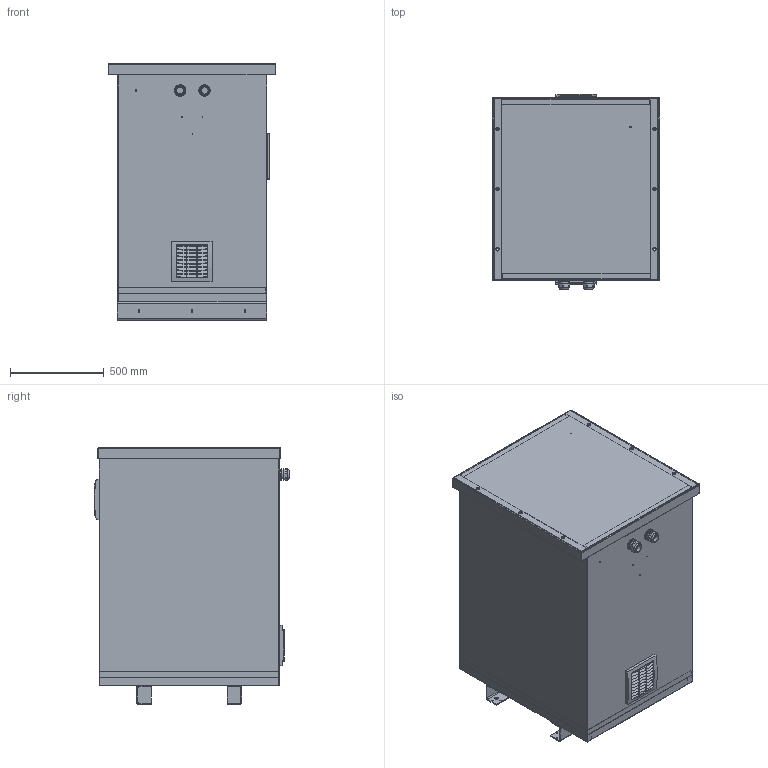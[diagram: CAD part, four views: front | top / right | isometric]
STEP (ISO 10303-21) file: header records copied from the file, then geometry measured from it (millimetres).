
FILE_DESCRIPTION(/* description */ (''),/* implementation_level */ '2;1');
FILE_NAME(/* name */ 'CAJ110C54.stp',/* time_stamp */ '2024-01-12T10:03:56+01:00',/* author */ ('ops'),/* organization */ (''),/* preprocessor_version */ 'ST-DEVELOPER v16.13',/* originating_system */ 'Autodesk Inventor 2018',/* authorisation */ '');
FILE_SCHEMA (('AUTOMOTIVE_DESIGN { 1 0 10303 214 3 1 1 }'));
Products named in the file (1): CAJ110C54
Bounding box: 892 x 1039.5 x 1366 mm (x, y, z)
Volume: 116733687.2 mm3; surface area: 19111346.2 mm2
Topology: 50 solids, 54 shells, 4268 faces, 12311 edges, 8150 vertices
Faces by surface type: plane 2748, cylinder 1160, bspline 224, cone 66, sphere 38, torus 32
Full cylindrical faces by diameter (mm): 0.36 x1, 0.7 x5, 1.5 x1, 3 x2, 3.5 x3, 4 x2, 4.2 x2, 4.8 x4, 4.85 x2, 5 x2, 5.2 x2, 6 x20, 6.42 x4, 6.5 x4, 6.647 x10, 7 x30, 8 x13, 9 x2, 10 x16, 11.5 x2, 12 x16, 13 x8, 16 x1, 18 x10, 23 x1, 23.2 x1, 35 x2, 37.5 x2, 42.5 x2, 43.5 x2
Entity records: 150653 total; most frequent: CARTESIAN_POINT 34687, ORIENTED_EDGE 23290, DIRECTION 22167, EDGE_CURVE 12035, LINE 8481, VECTOR 8481, VERTEX_POINT 8123, AXIS2_PLACEMENT_3D 6843
